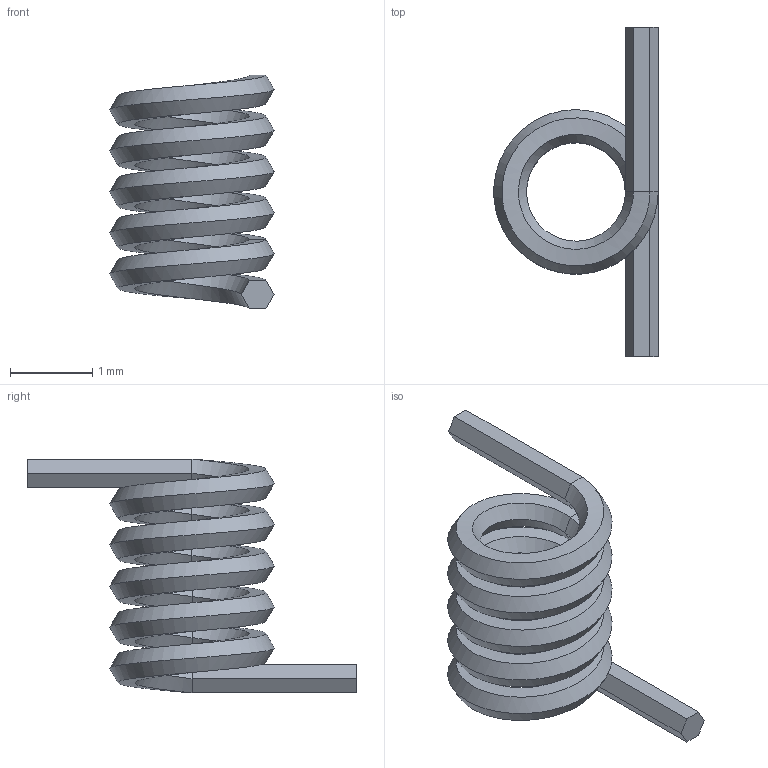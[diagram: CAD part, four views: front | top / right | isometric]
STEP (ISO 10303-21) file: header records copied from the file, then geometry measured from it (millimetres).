
FILE_DESCRIPTION(('FreeCAD Model'),'2;1');
FILE_NAME('Open CASCADE Shape Model','2023-10-16T17:36:02',(''),(''), 'Open CASCADE STEP processor 7.6','FreeCAD','Unknown');
FILE_SCHEMA(('AUTOMOTIVE_DESIGN { 1 0 10303 214 1 1 1 1 }'));
Length unit declared in the file: millimetre
Products named in the file (1): Body
Bounding box: 2 x 4 x 2.85 mm (x, y, z)
Volume: 3 mm3; surface area: 35.2 mm2
Topology: 1 solids, 1 shells, 44 faces, 90 edges, 48 vertices
Faces by surface type: bspline 30, plane 10, extrusion 4
Entity records: 4600 total; most frequent: CARTESIAN_POINT 3179, B_SPLINE_CURVE_WITH_KNOTS 206, ORIENTED_EDGE 180, PCURVE 180, DEFINITIONAL_REPRESENTATION 180, DIRECTION 94, EDGE_CURVE 90, SURFACE_CURVE 90
